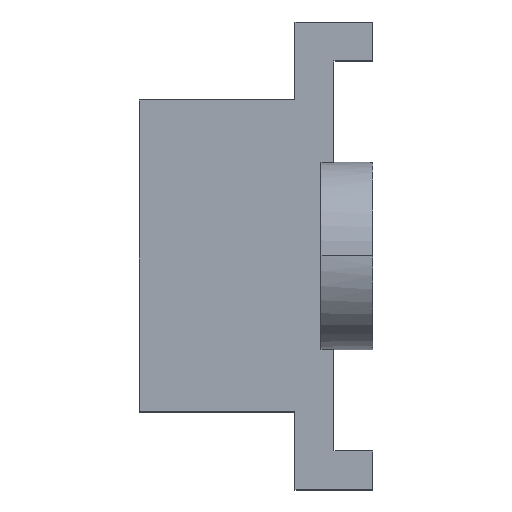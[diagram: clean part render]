
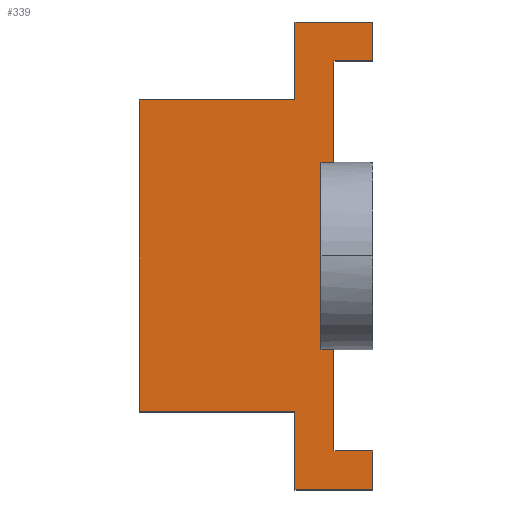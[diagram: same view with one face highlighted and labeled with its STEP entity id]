
A CAD part, top view. The second image highlights one B-rep face of the part: STEP entity #339.
In plain terms, the highlighted planar face has unit normal (0, 0, 1).
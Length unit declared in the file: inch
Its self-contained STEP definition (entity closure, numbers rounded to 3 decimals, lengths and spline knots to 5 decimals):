
#217=AXIS2_PLACEMENT_3D('Plane Axis2P3D',#214,#215,#216) ;
#107=CARTESIAN_POINT('Line Origine',(0.,0.7062,0.05905)) ;
#111=CARTESIAN_POINT('Vertex',(-0.29528,0.7062,0.05906)) ;
#113=CARTESIAN_POINT('Vertex',(-0.3937,0.7062,0.05906)) ;
#170=CARTESIAN_POINT('Line Origine',(0.,-0.7062,0.05905)) ;
#174=CARTESIAN_POINT('Vertex',(-0.29528,-0.7062,0.05905)) ;
#176=CARTESIAN_POINT('Vertex',(-0.3937,-0.7062,0.05906)) ;
#214=CARTESIAN_POINT('Axis2P3D Location',(0.,0.,0.05906)) ;
#219=CARTESIAN_POINT('Line Origine',(-0.3937,0.,0.05906)) ;
#224=CARTESIAN_POINT('Line Origine',(-0.29528,1.09129,0.05906)) ;
#228=CARTESIAN_POINT('Vertex',(-0.29528,1.47638,0.05906)) ;
#231=CARTESIAN_POINT('Line Origine',(-0.14764,1.47638,0.05906)) ;
#235=CARTESIAN_POINT('Vertex',(0.,1.47638,0.05906)) ;
#238=CARTESIAN_POINT('Line Origine',(0.,1.62402,0.05906)) ;
#242=CARTESIAN_POINT('Vertex',(0.,1.77165,0.05906)) ;
#245=CARTESIAN_POINT('Line Origine',(-0.29528,1.77165,0.05906)) ;
#249=CARTESIAN_POINT('Vertex',(-0.59055,1.77165,0.05906)) ;
#252=CARTESIAN_POINT('Line Origine',(-0.59055,1.47638,0.05906)) ;
#256=CARTESIAN_POINT('Vertex',(-0.59055,1.1811,0.05906)) ;
#259=CARTESIAN_POINT('Line Origine',(-1.1811,1.1811,0.05906)) ;
#263=CARTESIAN_POINT('Vertex',(-1.77165,1.1811,0.05906)) ;
#266=CARTESIAN_POINT('Line Origine',(-1.77165,0.59055,0.05906)) ;
#270=CARTESIAN_POINT('Vertex',(-1.77165,0.,0.05906)) ;
#273=CARTESIAN_POINT('Line Origine',(-1.77165,-0.59055,0.05906)) ;
#277=CARTESIAN_POINT('Vertex',(-1.77165,-1.1811,0.05906)) ;
#280=CARTESIAN_POINT('Line Origine',(-1.1811,-1.1811,0.05906)) ;
#284=CARTESIAN_POINT('Vertex',(-0.59055,-1.1811,0.05906)) ;
#287=CARTESIAN_POINT('Line Origine',(-0.59055,-1.47638,0.05906)) ;
#291=CARTESIAN_POINT('Vertex',(-0.59055,-1.77165,0.05906)) ;
#294=CARTESIAN_POINT('Line Origine',(-0.29528,-1.77165,0.05906)) ;
#298=CARTESIAN_POINT('Vertex',(0.,-1.77165,0.05906)) ;
#301=CARTESIAN_POINT('Line Origine',(0.,-1.62402,0.05906)) ;
#305=CARTESIAN_POINT('Vertex',(0.,-1.47638,0.05906)) ;
#308=CARTESIAN_POINT('Line Origine',(-0.14764,-1.47638,0.05906)) ;
#312=CARTESIAN_POINT('Vertex',(-0.29528,-1.47638,0.05906)) ;
#315=CARTESIAN_POINT('Line Origine',(-0.29528,-1.09129,0.05906)) ;
#108=DIRECTION('Vector Direction',(-0.039,0.,0.)) ;
#171=DIRECTION('Vector Direction',(-0.039,0.,0.)) ;
#215=DIRECTION('Axis2P3D Direction',(0.,-0.,0.039)) ;
#216=DIRECTION('Axis2P3D XDirection',(0.,0.039,0.)) ;
#220=DIRECTION('Vector Direction',(0.,0.039,0.)) ;
#225=DIRECTION('Vector Direction',(0.,-0.039,0.)) ;
#232=DIRECTION('Vector Direction',(-0.039,0.,0.)) ;
#239=DIRECTION('Vector Direction',(0.,-0.039,0.)) ;
#246=DIRECTION('Vector Direction',(0.039,0.,0.)) ;
#253=DIRECTION('Vector Direction',(0.,0.039,0.)) ;
#260=DIRECTION('Vector Direction',(0.039,0.,0.)) ;
#267=DIRECTION('Vector Direction',(0.,0.039,0.)) ;
#274=DIRECTION('Vector Direction',(0.,-0.039,0.)) ;
#281=DIRECTION('Vector Direction',(0.039,0.,0.)) ;
#288=DIRECTION('Vector Direction',(0.,-0.039,0.)) ;
#295=DIRECTION('Vector Direction',(0.039,0.,0.)) ;
#302=DIRECTION('Vector Direction',(0.,0.039,0.)) ;
#309=DIRECTION('Vector Direction',(-0.039,0.,0.)) ;
#316=DIRECTION('Vector Direction',(0.,0.039,0.)) ;
#109=VECTOR('Line Direction',#108,0.03937) ;
#172=VECTOR('Line Direction',#171,0.03937) ;
#221=VECTOR('Line Direction',#220,0.03937) ;
#226=VECTOR('Line Direction',#225,0.03937) ;
#233=VECTOR('Line Direction',#232,0.03937) ;
#240=VECTOR('Line Direction',#239,0.03937) ;
#247=VECTOR('Line Direction',#246,0.03937) ;
#254=VECTOR('Line Direction',#253,0.03937) ;
#261=VECTOR('Line Direction',#260,0.03937) ;
#268=VECTOR('Line Direction',#267,0.03937) ;
#275=VECTOR('Line Direction',#274,0.03937) ;
#282=VECTOR('Line Direction',#281,0.03937) ;
#289=VECTOR('Line Direction',#288,0.03937) ;
#296=VECTOR('Line Direction',#295,0.03937) ;
#303=VECTOR('Line Direction',#302,0.03937) ;
#310=VECTOR('Line Direction',#309,0.03937) ;
#317=VECTOR('Line Direction',#316,0.03937) ;
#321=ORIENTED_EDGE('',*,*,#223,.T.) ;
#322=ORIENTED_EDGE('',*,*,#115,.F.) ;
#323=ORIENTED_EDGE('',*,*,#230,.F.) ;
#324=ORIENTED_EDGE('',*,*,#237,.F.) ;
#325=ORIENTED_EDGE('',*,*,#244,.F.) ;
#326=ORIENTED_EDGE('',*,*,#251,.F.) ;
#327=ORIENTED_EDGE('',*,*,#258,.F.) ;
#328=ORIENTED_EDGE('',*,*,#265,.F.) ;
#329=ORIENTED_EDGE('',*,*,#272,.F.) ;
#330=ORIENTED_EDGE('',*,*,#279,.T.) ;
#331=ORIENTED_EDGE('',*,*,#286,.T.) ;
#332=ORIENTED_EDGE('',*,*,#293,.T.) ;
#333=ORIENTED_EDGE('',*,*,#300,.T.) ;
#334=ORIENTED_EDGE('',*,*,#307,.T.) ;
#335=ORIENTED_EDGE('',*,*,#314,.T.) ;
#336=ORIENTED_EDGE('',*,*,#319,.T.) ;
#337=ORIENTED_EDGE('',*,*,#178,.T.) ;
#339=ADVANCED_FACE('*VOL7',(#338),#218,.T.) ;
#115=EDGE_CURVE('',#112,#114,#110,.T.) ;
#178=EDGE_CURVE('',#175,#177,#173,.T.) ;
#223=EDGE_CURVE('',#177,#114,#222,.T.) ;
#230=EDGE_CURVE('',#229,#112,#227,.T.) ;
#237=EDGE_CURVE('',#236,#229,#234,.T.) ;
#244=EDGE_CURVE('',#243,#236,#241,.T.) ;
#251=EDGE_CURVE('',#250,#243,#248,.T.) ;
#258=EDGE_CURVE('',#257,#250,#255,.T.) ;
#265=EDGE_CURVE('',#264,#257,#262,.T.) ;
#272=EDGE_CURVE('',#271,#264,#269,.T.) ;
#279=EDGE_CURVE('',#271,#278,#276,.T.) ;
#286=EDGE_CURVE('',#278,#285,#283,.T.) ;
#293=EDGE_CURVE('',#285,#292,#290,.T.) ;
#300=EDGE_CURVE('',#292,#299,#297,.T.) ;
#307=EDGE_CURVE('',#299,#306,#304,.T.) ;
#314=EDGE_CURVE('',#306,#313,#311,.T.) ;
#319=EDGE_CURVE('',#313,#175,#318,.T.) ;
#320=EDGE_LOOP('',(#321,#322,#323,#324,#325,#326,#327,#328,#329,#330,#331,#332,#333,#334,#335,#336,#337)) ;
#338=FACE_OUTER_BOUND('',#320,.T.) ;
#110=LINE('Line',#107,#109) ;
#173=LINE('Line',#170,#172) ;
#222=LINE('Line',#219,#221) ;
#227=LINE('Line',#224,#226) ;
#234=LINE('Line',#231,#233) ;
#241=LINE('Line',#238,#240) ;
#248=LINE('Line',#245,#247) ;
#255=LINE('Line',#252,#254) ;
#262=LINE('Line',#259,#261) ;
#269=LINE('Line',#266,#268) ;
#276=LINE('Line',#273,#275) ;
#283=LINE('Line',#280,#282) ;
#290=LINE('Line',#287,#289) ;
#297=LINE('Line',#294,#296) ;
#304=LINE('Line',#301,#303) ;
#311=LINE('Line',#308,#310) ;
#318=LINE('Line',#315,#317) ;
#218=PLANE('Plane',#217) ;
#112=VERTEX_POINT('',#111) ;
#114=VERTEX_POINT('',#113) ;
#175=VERTEX_POINT('',#174) ;
#177=VERTEX_POINT('',#176) ;
#229=VERTEX_POINT('',#228) ;
#236=VERTEX_POINT('',#235) ;
#243=VERTEX_POINT('',#242) ;
#250=VERTEX_POINT('',#249) ;
#257=VERTEX_POINT('',#256) ;
#264=VERTEX_POINT('',#263) ;
#271=VERTEX_POINT('',#270) ;
#278=VERTEX_POINT('',#277) ;
#285=VERTEX_POINT('',#284) ;
#292=VERTEX_POINT('',#291) ;
#299=VERTEX_POINT('',#298) ;
#306=VERTEX_POINT('',#305) ;
#313=VERTEX_POINT('',#312) ;
